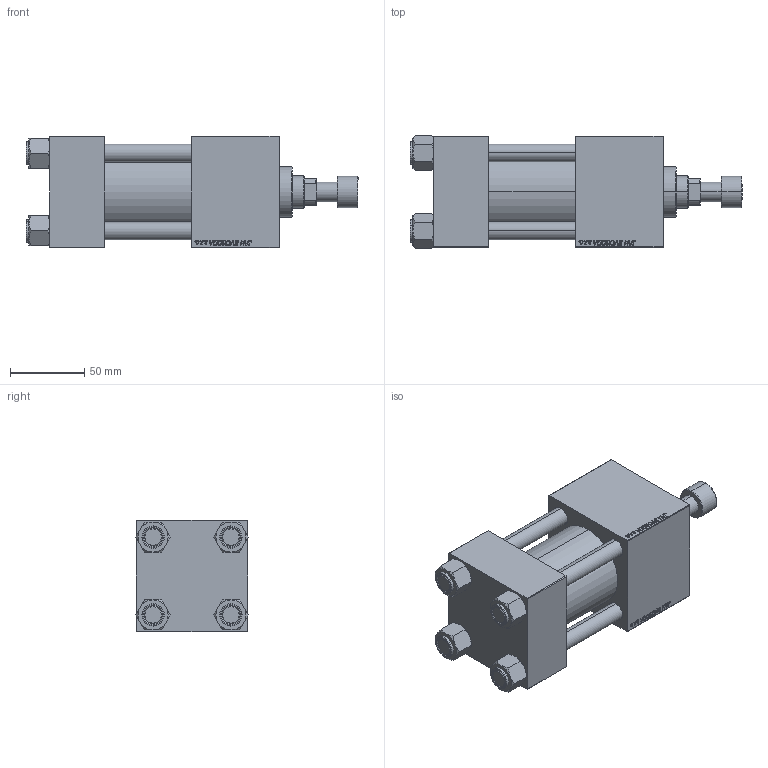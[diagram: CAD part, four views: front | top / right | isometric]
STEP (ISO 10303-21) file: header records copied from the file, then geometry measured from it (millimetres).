
FILE_DESCRIPTION (( 'STEP AP203' ), '1' );
FILE_NAME ('78e2.STEP', '2024-08-22T08:51:35', ( '' ), ( '' ), 'SwSTEP 2.0', 'SolidWorks 2019', '' );
FILE_SCHEMA (( 'CONFIG_CONTROL_DESIGN' ));
Length unit declared in the file: millimetre
Products named in the file (7): 78e2; NUT_M5_V215CD_C fa1e20c4164d48d85e4ed62c2d94d42f; V215CD_Body_C fa1e20c4164d48d85e4ed62c2d94d42f; V215CR_ROD_END_F fa1e20c4164d48d85e4ed62c2d94d42f; V215CD_VC_C fa1e20c4164d48d85e4ed62c2d94d42f; V215CD_C_TYCINKA fa1e20c4164d48d85e4ed62c2d94d42f; V215CD_VCP_C fa1e20c4164d48d85e4ed62c2d94d42f
Assembly tree (12 placements, depth 2):
  78e2
    V215CD_Body_C fa1e20c4164d48d85e4ed62c2d94d42f
    V215CD_VC_C fa1e20c4164d48d85e4ed62c2d94d42f
    V215CD_VCP_C fa1e20c4164d48d85e4ed62c2d94d42f
    V215CD_C_TYCINKA fa1e20c4164d48d85e4ed62c2d94d42f  x4
    NUT_M5_V215CD_C fa1e20c4164d48d85e4ed62c2d94d42f  x4
    V215CR_ROD_END_F fa1e20c4164d48d85e4ed62c2d94d42f
Bounding box: 223 x 75.54 x 75 mm (x, y, z)
Volume: 663541.6 mm3; surface area: 149450.2 mm2
Topology: 12 solids, 12 shells, 1160 faces, 2892 edges, 1875 vertices
Faces by surface type: plane 529, bspline 392, cone 136, cylinder 91, torus 12
Entity records: 50587 total; most frequent: CARTESIAN_POINT 27149, ORIENTED_EDGE 5276, DIRECTION 3362, EDGE_CURVE 2638, VERTEX_POINT 1731, LINE 1594, VECTOR 1594, EDGE_LOOP 1171
